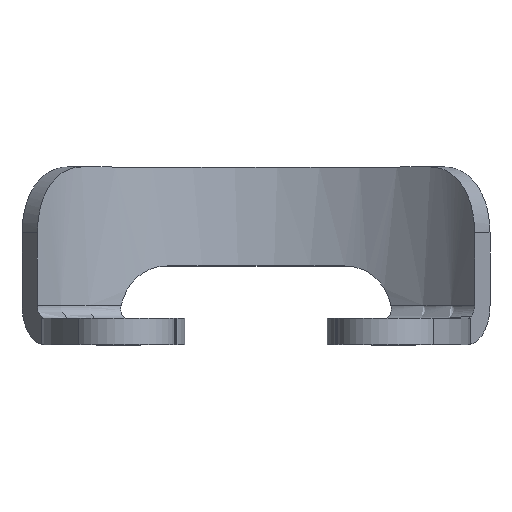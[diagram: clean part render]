
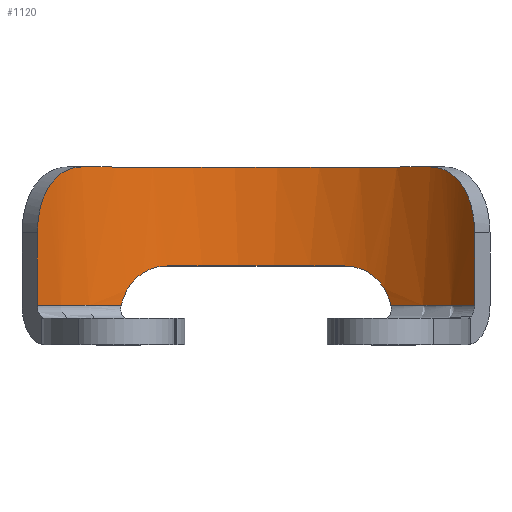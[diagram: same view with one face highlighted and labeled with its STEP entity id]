
A CAD part, top view. The second image highlights one B-rep face of the part: STEP entity #1120.
In plain terms, the highlighted cylindrical face has radius 3.9 mm (diameter 7.8 mm), a partial arc.
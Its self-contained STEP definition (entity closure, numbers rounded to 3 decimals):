
#2 = CARTESIAN_POINT ( 'NONE',  ( -3.315, 1.7, -2.055 ) ) ;
#9 = AXIS2_PLACEMENT_3D ( 'NONE', #410, #676, #579 ) ;
#16 = DIRECTION ( 'NONE',  ( 0., 0., -1. ) ) ;
#31 = AXIS2_PLACEMENT_3D ( 'NONE', #820, #105, #550 ) ;
#33 = CARTESIAN_POINT ( 'NONE',  ( 2.837, 2.673, -2.679 ) ) ;
#57 = CARTESIAN_POINT ( 'NONE',  ( 1.67, 1.142, -3.527 ) ) ;
#81 = ORIENTED_EDGE ( 'NONE', *, *, #193, .T. ) ;
#85 = CARTESIAN_POINT ( 'NONE',  ( -3.237, 2.211, -2.176 ) ) ;
#102 = B_SPLINE_CURVE_WITH_KNOTS ( 'NONE', 3,
 ( #171, #363, #712, #1058, #873, #592 ),
 .UNSPECIFIED., .F., .F.,
 ( 4, 2, 4 ),
 ( 0., 0.001, 0.001 ),
 .UNSPECIFIED. ) ;
#104 = CARTESIAN_POINT ( 'NONE',  ( 2.045, 0.6, -3.321 ) ) ;
#105 = DIRECTION ( 'NONE',  ( 0., -1., 0. ) ) ;
#114 = AXIS2_PLACEMENT_3D ( 'NONE', #1089, #492, #841 ) ;
#119 = DIRECTION ( 'NONE',  ( 0., -1., 0. ) ) ;
#124 = CYLINDRICAL_SURFACE ( 'NONE', #31, 3.9 ) ;
#150 = CIRCLE ( 'NONE', #784, 3.9 ) ;
#164 = CARTESIAN_POINT ( 'NONE',  ( 2.643, 2.7, -2.867 ) ) ;
#171 = CARTESIAN_POINT ( 'NONE',  ( -2.045, 0.6, -3.321 ) ) ;
#173 = VERTEX_POINT ( 'NONE', #743 ) ;
#182 = CARTESIAN_POINT ( 'NONE',  ( -3.001, 2.575, -2.493 ) ) ;
#193 = EDGE_CURVE ( 'NONE', #513, #249, #494, .T. ) ;
#199 = VERTEX_POINT ( 'NONE', #704 ) ;
#216 = DIRECTION ( 'NONE',  ( 0., 0., 1. ) ) ;
#223 = CARTESIAN_POINT ( 'NONE',  ( 1.921, 0.926, -3.397 ) ) ;
#230 = CARTESIAN_POINT ( 'NONE',  ( -3.315, 0.6, -2.055 ) ) ;
#247 = CARTESIAN_POINT ( 'NONE',  ( 3.191, 2.321, -2.245 ) ) ;
#249 = VERTEX_POINT ( 'NONE', #442 ) ;
#284 = CARTESIAN_POINT ( 'NONE',  ( 0., 1.2, 0. ) ) ;
#301 = DIRECTION ( 'NONE',  ( 0., 1., 0. ) ) ;
#321 = CARTESIAN_POINT ( 'NONE',  ( 3.237, 2.211, -2.176 ) ) ;
#345 = ORIENTED_EDGE ( 'NONE', *, *, #605, .T. ) ;
#363 = CARTESIAN_POINT ( 'NONE',  ( -2.008, 0.771, -3.344 ) ) ;
#368 = B_SPLINE_CURVE_WITH_KNOTS ( 'NONE', 3,
 ( #1119, #879, #610, #182, #952, #528, #85, #438, #604, #2 ),
 .UNSPECIFIED., .F., .F.,
 ( 4, 2, 2, 2, 4 ),
 ( 0., 0., 0.001, 0.001, 0.002 ),
 .UNSPECIFIED. ) ;
#381 = CARTESIAN_POINT ( 'NONE',  ( -2.643, 2.7, -2.867 ) ) ;
#383 = VERTEX_POINT ( 'NONE', #104 ) ;
#400 = CARTESIAN_POINT ( 'NONE',  ( 3.315, 12.844, -2.055 ) ) ;
#409 = CARTESIAN_POINT ( 'NONE',  ( 3.315, 1.7, -2.055 ) ) ;
#410 = CARTESIAN_POINT ( 'NONE',  ( 0., 0.6, 0. ) ) ;
#413 = CARTESIAN_POINT ( 'NONE',  ( 2.045, 0.6, -3.321 ) ) ;
#433 = EDGE_CURVE ( 'NONE', #173, #801, #150, .T. ) ;
#438 = CARTESIAN_POINT ( 'NONE',  ( -3.298, 1.97, -2.082 ) ) ;
#442 = CARTESIAN_POINT ( 'NONE',  ( -2.045, 0.6, -3.321 ) ) ;
#467 = FACE_OUTER_BOUND ( 'NONE', #1044, .T. ) ;
#492 = DIRECTION ( 'NONE',  ( 0., -1., 0. ) ) ;
#494 = CIRCLE ( 'NONE', #9, 3.9 ) ;
#497 = CARTESIAN_POINT ( 'NONE',  ( 1.512, 1.2, -3.6 ) ) ;
#500 = ORIENTED_EDGE ( 'NONE', *, *, #805, .T. ) ;
#513 = VERTEX_POINT ( 'NONE', #230 ) ;
#522 = CARTESIAN_POINT ( 'NONE',  ( -1.344, 1.2, -3.661 ) ) ;
#528 = CARTESIAN_POINT ( 'NONE',  ( -3.191, 2.321, -2.245 ) ) ;
#543 = EDGE_CURVE ( 'NONE', #383, #857, #1003, .T. ) ;
#548 = ORIENTED_EDGE ( 'NONE', *, *, #580, .T. ) ;
#550 = DIRECTION ( 'NONE',  ( 0., 0., -1. ) ) ;
#562 = CARTESIAN_POINT ( 'NONE',  ( 3.315, 0.6, -2.055 ) ) ;
#566 = CARTESIAN_POINT ( 'NONE',  ( 2.007, 0.772, -3.344 ) ) ;
#579 = DIRECTION ( 'NONE',  ( 0., 0., 1. ) ) ;
#580 = EDGE_CURVE ( 'NONE', #1108, #746, #1017, .T. ) ;
#582 = LINE ( 'NONE', #400, #619 ) ;
#585 = CARTESIAN_POINT ( 'NONE',  ( 3.299, 1.968, -2.081 ) ) ;
#592 = CARTESIAN_POINT ( 'NONE',  ( -1.344, 1.2, -3.661 ) ) ;
#604 = CARTESIAN_POINT ( 'NONE',  ( -3.315, 1.836, -2.055 ) ) ;
#605 = EDGE_CURVE ( 'NONE', #173, #383, #758, .T. ) ;
#610 = CARTESIAN_POINT ( 'NONE',  ( -2.836, 2.674, -2.681 ) ) ;
#619 = VECTOR ( 'NONE', #852, 1000. ) ;
#629 = DIRECTION ( 'NONE',  ( 0., -1., 0. ) ) ;
#633 = EDGE_CURVE ( 'NONE', #1108, #857, #582, .T. ) ;
#640 = CARTESIAN_POINT ( 'NONE',  ( -3.315, 12.844, -2.055 ) ) ;
#653 = CARTESIAN_POINT ( 'NONE',  ( 3.315, 1.836, -2.055 ) ) ;
#676 = DIRECTION ( 'NONE',  ( 0., -1., 0. ) ) ;
#698 = VECTOR ( 'NONE', #119, 1000. ) ;
#704 = CARTESIAN_POINT ( 'NONE',  ( -3.315, 1.7, -2.055 ) ) ;
#712 = CARTESIAN_POINT ( 'NONE',  ( -1.92, 0.926, -3.398 ) ) ;
#743 = CARTESIAN_POINT ( 'NONE',  ( 1.344, 1.2, -3.661 ) ) ;
#746 = VERTEX_POINT ( 'NONE', #164 ) ;
#758 = B_SPLINE_CURVE_WITH_KNOTS ( 'NONE', 3,
 ( #933, #497, #57, #223, #566, #413 ),
 .UNSPECIFIED., .F., .F.,
 ( 4, 2, 4 ),
 ( 0., 0.001, 0.001 ),
 .UNSPECIFIED. ) ;
#774 = EDGE_CURVE ( 'NONE', #927, #199, #368, .T. ) ;
#784 = AXIS2_PLACEMENT_3D ( 'NONE', #284, #301, #16 ) ;
#801 = VERTEX_POINT ( 'NONE', #522 ) ;
#805 = EDGE_CURVE ( 'NONE', #249, #801, #102, .T. ) ;
#810 = CIRCLE ( 'NONE', #973, 3.9 ) ;
#819 = ORIENTED_EDGE ( 'NONE', *, *, #916, .T. ) ;
#820 = CARTESIAN_POINT ( 'NONE',  ( 0., 12.844, 0. ) ) ;
#825 = CARTESIAN_POINT ( 'NONE',  ( 3.074, 2.502, -2.403 ) ) ;
#831 = ORIENTED_EDGE ( 'NONE', *, *, #774, .T. ) ;
#841 = DIRECTION ( 'NONE',  ( 0., 0., 1. ) ) ;
#849 = CARTESIAN_POINT ( 'NONE',  ( 2.743, 2.7, -2.776 ) ) ;
#852 = DIRECTION ( 'NONE',  ( 0., -1., 0. ) ) ;
#857 = VERTEX_POINT ( 'NONE', #562 ) ;
#873 = CARTESIAN_POINT ( 'NONE',  ( -1.512, 1.2, -3.6 ) ) ;
#879 = CARTESIAN_POINT ( 'NONE',  ( -2.743, 2.7, -2.776 ) ) ;
#887 = ORIENTED_EDGE ( 'NONE', *, *, #891, .F. ) ;
#891 = EDGE_CURVE ( 'NONE', #927, #746, #810, .T. ) ;
#902 = LINE ( 'NONE', #640, #698 ) ;
#905 = CARTESIAN_POINT ( 'NONE',  ( 3.315, 1.7, -2.055 ) ) ;
#916 = EDGE_CURVE ( 'NONE', #199, #513, #902, .T. ) ;
#927 = VERTEX_POINT ( 'NONE', #381 ) ;
#933 = CARTESIAN_POINT ( 'NONE',  ( 1.344, 1.2, -3.661 ) ) ;
#939 = ORIENTED_EDGE ( 'NONE', *, *, #433, .F. ) ;
#952 = CARTESIAN_POINT ( 'NONE',  ( -3.073, 2.502, -2.403 ) ) ;
#973 = AXIS2_PLACEMENT_3D ( 'NONE', #992, #629, #216 ) ;
#992 = CARTESIAN_POINT ( 'NONE',  ( 0., 2.7, 0. ) ) ;
#1003 = CIRCLE ( 'NONE', #114, 3.9 ) ;
#1005 = CARTESIAN_POINT ( 'NONE',  ( 3.001, 2.575, -2.494 ) ) ;
#1013 = CARTESIAN_POINT ( 'NONE',  ( 2.643, 2.7, -2.867 ) ) ;
#1017 = B_SPLINE_CURVE_WITH_KNOTS ( 'NONE', 3,
 ( #409, #653, #585, #321, #247, #825, #1005, #33, #849, #1013 ),
 .UNSPECIFIED., .F., .F.,
 ( 4, 2, 2, 2, 4 ),
 ( 0., 0., 0.001, 0.001, 0.002 ),
 .UNSPECIFIED. ) ;
#1044 = EDGE_LOOP ( 'NONE', ( #819, #81, #500, #939, #345, #1055, #1116, #548, #887, #831 ) ) ;
#1055 = ORIENTED_EDGE ( 'NONE', *, *, #543, .T. ) ;
#1058 = CARTESIAN_POINT ( 'NONE',  ( -1.672, 1.141, -3.526 ) ) ;
#1089 = CARTESIAN_POINT ( 'NONE',  ( 0., 0.6, 0. ) ) ;
#1108 = VERTEX_POINT ( 'NONE', #905 ) ;
#1116 = ORIENTED_EDGE ( 'NONE', *, *, #633, .F. ) ;
#1119 = CARTESIAN_POINT ( 'NONE',  ( -2.643, 2.7, -2.867 ) ) ;
#1120 = ADVANCED_FACE ( 'NONE', ( #467 ), #124, .F. ) ;
